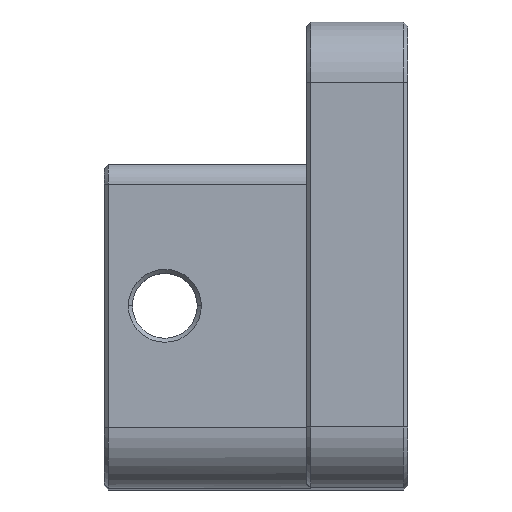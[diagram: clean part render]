
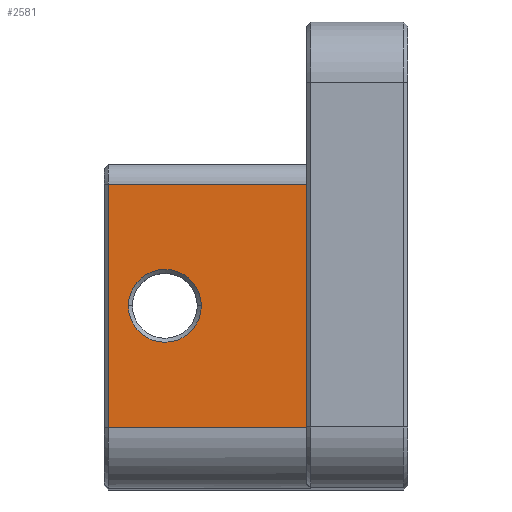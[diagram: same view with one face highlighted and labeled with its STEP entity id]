
A CAD part, top view. The second image highlights one B-rep face of the part: STEP entity #2581.
In plain terms, the highlighted planar face has unit normal (0, 0, 1).
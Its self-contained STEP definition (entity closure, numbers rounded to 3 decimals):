
#76 = ORIENTED_EDGE ( 'NONE', *, *, #2872, .T. ) ;
#157 = LINE ( 'NONE', #1122, #2923 ) ;
#179 = PLANE ( 'NONE',  #2178 ) ;
#232 = CARTESIAN_POINT ( 'NONE',  ( 0.2, -26., 29. ) ) ;
#274 = CIRCLE ( 'NONE', #1387, 1.8 ) ;
#315 = VERTEX_POINT ( 'NONE', #2014 ) ;
#337 = ORIENTED_EDGE ( 'NONE', *, *, #1949, .F. ) ;
#381 = EDGE_CURVE ( 'NONE', #2594, #315, #1030, .T. ) ;
#466 = AXIS2_PLACEMENT_3D ( 'NONE', #1687, #2637, #3084 ) ;
#494 = CARTESIAN_POINT ( 'NONE',  ( 10., -26., 29. ) ) ;
#516 = CIRCLE ( 'NONE', #466, 1.8 ) ;
#597 = DIRECTION ( 'NONE',  ( 0., 0., -1. ) ) ;
#652 = FACE_BOUND ( 'NONE', #2445, .T. ) ;
#695 = CARTESIAN_POINT ( 'NONE',  ( 10., -13., 29. ) ) ;
#804 = CARTESIAN_POINT ( 'NONE',  ( 10., -14., 29. ) ) ;
#923 = VECTOR ( 'NONE', #2628, 1000. ) ;
#948 = CARTESIAN_POINT ( 'NONE',  ( 10., -14., 29. ) ) ;
#960 = LINE ( 'NONE', #1651, #1326 ) ;
#1017 = VERTEX_POINT ( 'NONE', #1911 ) ;
#1030 = LINE ( 'NONE', #804, #2011 ) ;
#1060 = DIRECTION ( 'NONE',  ( -1., 0., 0. ) ) ;
#1094 = DIRECTION ( 'NONE',  ( 0., -1., 0. ) ) ;
#1122 = CARTESIAN_POINT ( 'NONE',  ( 0.2, -13., 29. ) ) ;
#1144 = DIRECTION ( 'NONE',  ( 0., 0., -1. ) ) ;
#1211 = ORIENTED_EDGE ( 'NONE', *, *, #1907, .T. ) ;
#1275 = VERTEX_POINT ( 'NONE', #2326 ) ;
#1326 = VECTOR ( 'NONE', #1698, 1000. ) ;
#1387 = AXIS2_PLACEMENT_3D ( 'NONE', #1789, #597, #2001 ) ;
#1613 = FACE_OUTER_BOUND ( 'NONE', #2638, .T. ) ;
#1651 = CARTESIAN_POINT ( 'NONE',  ( 10., -13., 29. ) ) ;
#1658 = DIRECTION ( 'NONE',  ( -1., 0., 0. ) ) ;
#1687 = CARTESIAN_POINT ( 'NONE',  ( 3., -20., 29. ) ) ;
#1692 = LINE ( 'NONE', #494, #923 ) ;
#1698 = DIRECTION ( 'NONE',  ( 0., -1., 0. ) ) ;
#1759 = EDGE_CURVE ( 'NONE', #315, #1982, #157, .T. ) ;
#1789 = CARTESIAN_POINT ( 'NONE',  ( 3., -20., 29. ) ) ;
#1907 = EDGE_CURVE ( 'NONE', #2521, #1017, #516, .T. ) ;
#1911 = CARTESIAN_POINT ( 'NONE',  ( 1.2, -20., 29. ) ) ;
#1949 = EDGE_CURVE ( 'NONE', #2594, #1275, #960, .T. ) ;
#1982 = VERTEX_POINT ( 'NONE', #232 ) ;
#2001 = DIRECTION ( 'NONE',  ( -1., 0., 0. ) ) ;
#2011 = VECTOR ( 'NONE', #1060, 1000. ) ;
#2014 = CARTESIAN_POINT ( 'NONE',  ( 0.2, -14., 29. ) ) ;
#2111 = CARTESIAN_POINT ( 'NONE',  ( 4.8, -20., 29. ) ) ;
#2178 = AXIS2_PLACEMENT_3D ( 'NONE', #695, #1144, #1658 ) ;
#2312 = ORIENTED_EDGE ( 'NONE', *, *, #381, .T. ) ;
#2326 = CARTESIAN_POINT ( 'NONE',  ( 10., -26., 29. ) ) ;
#2445 = EDGE_LOOP ( 'NONE', ( #1211, #76 ) ) ;
#2521 = VERTEX_POINT ( 'NONE', #2111 ) ;
#2533 = ORIENTED_EDGE ( 'NONE', *, *, #2695, .T. ) ;
#2581 = ADVANCED_FACE ( 'NONE', ( #652, #1613 ), #179, .F. ) ;
#2594 = VERTEX_POINT ( 'NONE', #948 ) ;
#2628 = DIRECTION ( 'NONE',  ( 1., 0., 0. ) ) ;
#2637 = DIRECTION ( 'NONE',  ( 0., 0., -1. ) ) ;
#2638 = EDGE_LOOP ( 'NONE', ( #2312, #2660, #2533, #337 ) ) ;
#2660 = ORIENTED_EDGE ( 'NONE', *, *, #1759, .T. ) ;
#2695 = EDGE_CURVE ( 'NONE', #1982, #1275, #1692, .T. ) ;
#2872 = EDGE_CURVE ( 'NONE', #1017, #2521, #274, .T. ) ;
#2923 = VECTOR ( 'NONE', #1094, 1000. ) ;
#3084 = DIRECTION ( 'NONE',  ( -1., 0., 0. ) ) ;
